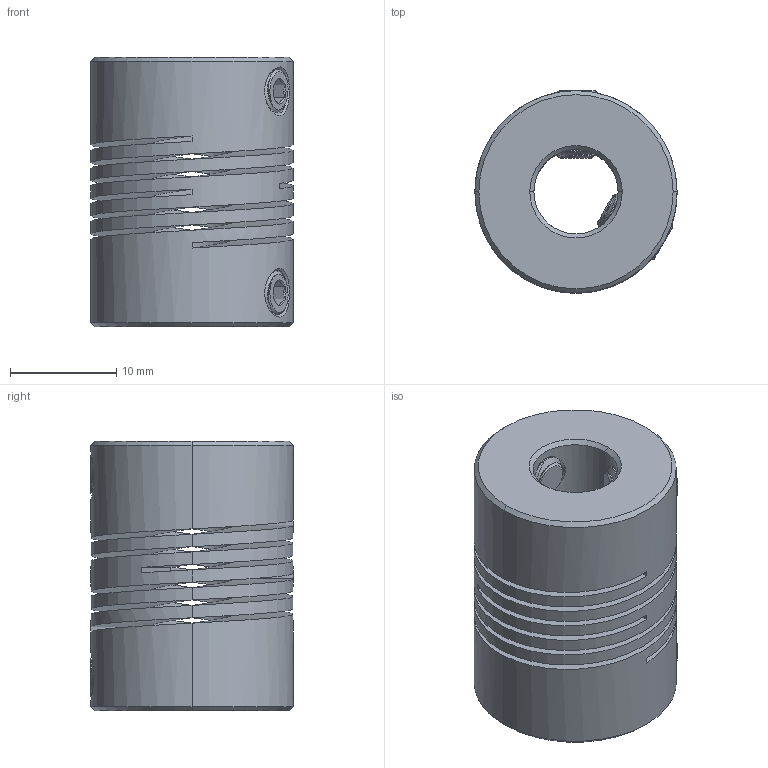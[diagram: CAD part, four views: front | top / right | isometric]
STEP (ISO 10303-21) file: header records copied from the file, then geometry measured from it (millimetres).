
FILE_DESCRIPTION (( 'STEP AP203' ), '1' );
FILE_NAME ('9861T533.step', '2014-07-28T14:33:37', ( '' ), ( '' ), 'SwSTEP 2.0', 'SolidWorks 2014', '' );
FILE_SCHEMA (( 'CONFIG_CONTROL_DESIGN' ));
Length unit declared in the file: inch
Products named in the file (1): 9861T533
Bounding box: 19.05 x 19.05 x 25.4 mm (x, y, z)
Volume: 5217.2 mm3; surface area: 5851.8 mm2
Topology: 5 solids, 5 shells, 218 faces, 578 edges, 364 vertices
Faces by surface type: cylinder 88, cone 56, plane 46, bspline 28
Entity records: 13785 total; most frequent: CARTESIAN_POINT 9193, ORIENTED_EDGE 1156, DIRECTION 700, EDGE_CURVE 578, VERTEX_POINT 364, AXIS2_PLACEMENT_3D 259, EDGE_LOOP 230, ADVANCED_FACE 218
